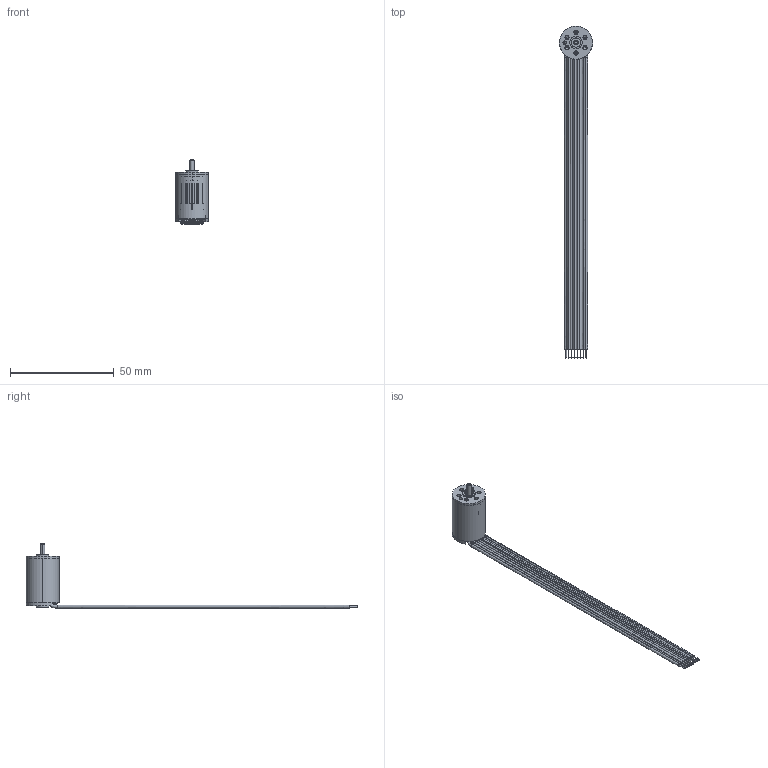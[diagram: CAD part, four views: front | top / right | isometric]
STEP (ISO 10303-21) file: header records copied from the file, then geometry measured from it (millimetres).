
FILE_DESCRIPTION((''),'2;1');
FILE_NAME('4611180000168_ASM','2022-08-03T11:40:22',('MS05792'),(''),'CREO PARAMETRIC BY PTC INC, 2018100','CREO PARAMETRIC BY PTC INC, 2018100','');
FILE_SCHEMA(('CONFIG_CONTROL_DESIGN'));
Length unit declared in the file: millimetre
Products named in the file (25): 4219130000528; 4613101100176; 4613102000776_ASM; 4613104500045_AF0; 4613102300061_ASM; 4394000100224; 4219121304074; 4331101000213; 4332101105477; 4394000100222; 4693220001057; 4394000100221; 4613107700046_ASM; 4219120100400; 4713101002575; 4715450000171; 4713120011816_ASM; 4634140206717_AF5; 4713120010416_AF0_ASM; 4394000100345; 4219121304073; 3627410000135; 4294440200074; 4613152000002_ASM; 4611180000168_ASM
Assembly tree (75 placements, depth 5):
  4611180000168_ASM
    4613152000002_ASM
      4613102300061_ASM
        4219130000528
        4613102000776_ASM
          4613101100176  x49
        4613104500045_AF0
      4394000100224
      4219121304074
      4331101000213  x2
      4613107700046_ASM
        4332101105477
        4394000100222
        4693220001057
        4394000100221
      4713120010416_AF0_ASM
        4219120100400
        4713120011816_ASM
          4713101002575
          4715450000171  x3
        4634140206717_AF5
      4394000100345
      4219121304073
      3627410000135
      4294440200074
Bounding box: 16 x 160 x 31 mm (x, y, z)
Volume: 5902.6 mm3; surface area: 21929.1 mm2
Topology: 72 solids, 78 shells, 2091 faces, 5523 edges, 3621 vertices
Faces by surface type: cylinder 1572, plane 375, cone 68, bspline 55, torus 21
Entity records: 23408 total; most frequent: CARTESIAN_POINT 7509, DIRECTION 3622, ORIENTED_EDGE 2908, AXIS2_PLACEMENT_3D 1501, EDGE_CURVE 1466, VERTEX_POINT 944, CIRCLE 745, EDGE_LOOP 740
